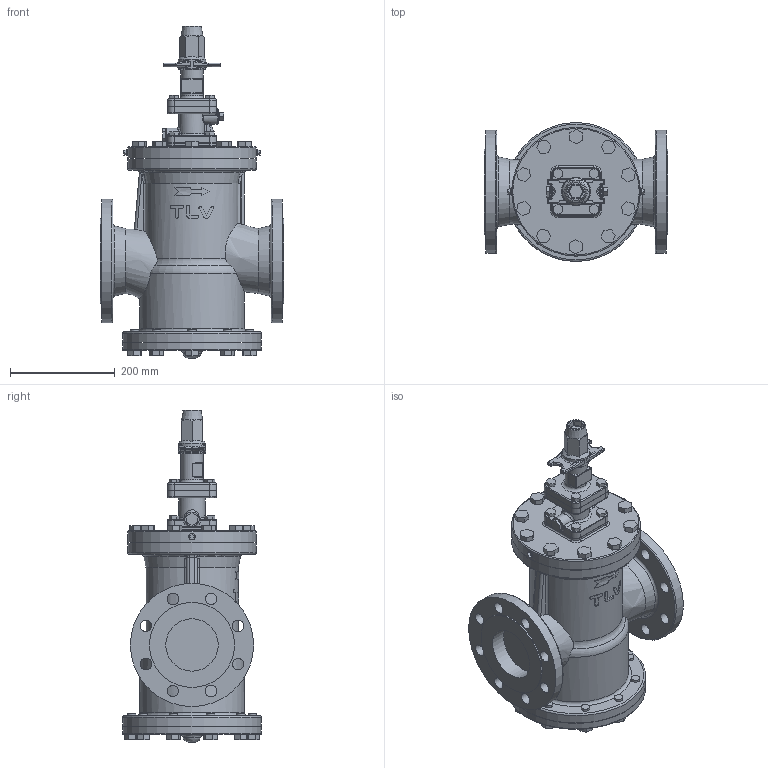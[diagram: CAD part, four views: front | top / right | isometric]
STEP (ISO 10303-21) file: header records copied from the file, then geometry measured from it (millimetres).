
FILE_DESCRIPTION(/* description */ (''),/* implementation_level */ '2;1');
FILE_NAME(/* name */ 'csr16-100-e0040-00.stp',/* time_stamp */ '2018-02-07T15:25:56+09:00',/* author */ ('nakaot'),/* organization */ (''),/* preprocessor_version */ 'ST-DEVELOPER v15.6',/* originating_system */ 'Autodesk Inventor 2015',/* authorisation */ '');
FILE_SCHEMA (('CONFIG_CONTROL_DESIGN'));
Length unit declared in the file: millimetre
Products named in the file (1): csr16-100-e0040-00
Bounding box: 350 x 265 x 633 mm (x, y, z)
Volume: 16407822.9 mm3; surface area: 866023.5 mm2
Topology: 1 solids, 1 shells, 761 faces, 1865 edges, 1134 vertices
Faces by surface type: plane 375, cylinder 232, bspline 65, torus 51, sphere 26, cone 12
Full cylindrical faces by diameter (mm): 10 x4, 12 x2, 16 x40, 17 x1, 21 x1, 22 x16, 42 x1, 52 x1, 52.893 x1, 57.382 x1, 100 x2, 137.23 x1, 157.458 x1, 162 x2, 200 x1, 235 x2, 245 x2, 265 x2
Entity records: 24366 total; most frequent: CARTESIAN_POINT 7182, DIRECTION 3503, ORIENTED_EDGE 3402, EDGE_CURVE 1701, AXIS2_PLACEMENT_3D 1291, VERTEX_POINT 1113, EDGE_LOOP 1012, LINE 921
